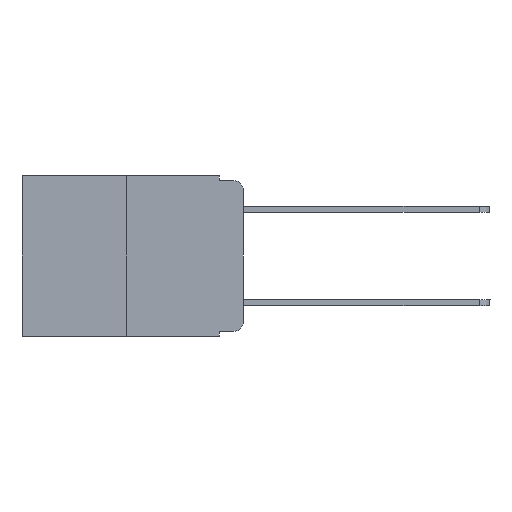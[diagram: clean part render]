
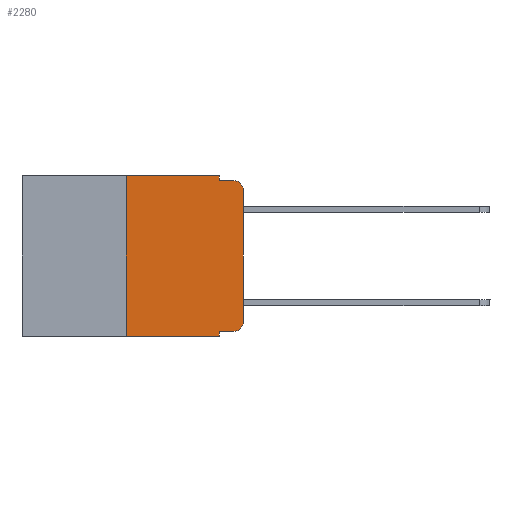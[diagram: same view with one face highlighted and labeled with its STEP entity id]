
A CAD part, left-side view. The second image highlights one B-rep face of the part: STEP entity #2280.
In plain terms, the highlighted planar face has unit normal (-1, 0, 0).
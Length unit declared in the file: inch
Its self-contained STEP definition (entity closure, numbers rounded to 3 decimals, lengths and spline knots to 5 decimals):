
#15 = EDGE_CURVE ( 'NONE', #4751, #10582, #4723, .T. ) ;
#370 = LINE ( 'NONE', #9963, #2292 ) ;
#417 = EDGE_CURVE ( 'NONE', #1148, #1165, #2126, .T. ) ;
#656 = VERTEX_POINT ( 'NONE', #6965 ) ;
#670 = VERTEX_POINT ( 'NONE', #3494 ) ;
#1148 = VERTEX_POINT ( 'NONE', #7908 ) ;
#1165 = VERTEX_POINT ( 'NONE', #2461 ) ;
#1359 = VERTEX_POINT ( 'NONE', #5410 ) ;
#1453 = CARTESIAN_POINT ( 'NONE',  ( 0., 0.051, 0. ) ) ;
#1536 = DIRECTION ( 'NONE',  ( 0., 0., 1. ) ) ;
#1702 = ORIENTED_EDGE ( 'NONE', *, *, #417, .T. ) ;
#1789 = LINE ( 'NONE', #3568, #10599 ) ;
#1970 = ORIENTED_EDGE ( 'NONE', *, *, #7119, .F. ) ;
#2126 = LINE ( 'NONE', #9037, #8929 ) ;
#2199 = CARTESIAN_POINT ( 'NONE',  ( 0., 0.051, 0. ) ) ;
#2249 = EDGE_CURVE ( 'NONE', #10858, #10582, #7584, .T. ) ;
#2280 = ADVANCED_FACE ( 'NONE', ( #8511 ), #11129, .F. ) ;
#2292 = VECTOR ( 'NONE', #4850, 39.37008 ) ;
#2437 = DIRECTION ( 'NONE',  ( 0., -1., 0. ) ) ;
#2461 = CARTESIAN_POINT ( 'NONE',  ( 0., 0., -0.03 ) ) ;
#2756 = CARTESIAN_POINT ( 'NONE',  ( 0., 0.25, -0.343 ) ) ;
#2882 = EDGE_CURVE ( 'NONE', #4751, #670, #370, .T. ) ;
#2899 = CARTESIAN_POINT ( 'NONE',  ( 0., 0.051, -0.343 ) ) ;
#2914 = ORIENTED_EDGE ( 'NONE', *, *, #4844, .F. ) ;
#2940 = CIRCLE ( 'NONE', #5142, 0.02 ) ;
#3040 = DIRECTION ( 'NONE',  ( 0., 0., 1. ) ) ;
#3182 = ORIENTED_EDGE ( 'NONE', *, *, #15, .F. ) ;
#3279 = LINE ( 'NONE', #1453, #10518 ) ;
#3309 = DIRECTION ( 'NONE',  ( 1., 0., 0. ) ) ;
#3342 = DIRECTION ( 'NONE',  ( -1., 0., 0. ) ) ;
#3441 = DIRECTION ( 'NONE',  ( 0., 0., -1. ) ) ;
#3494 = CARTESIAN_POINT ( 'NONE',  ( 0., 0.02, -0.333 ) ) ;
#3568 = CARTESIAN_POINT ( 'NONE',  ( 0., 0.473, 0. ) ) ;
#3980 = EDGE_CURVE ( 'NONE', #10858, #1359, #4341, .T. ) ;
#4074 = CARTESIAN_POINT ( 'NONE',  ( 0., 0.02, -0.01 ) ) ;
#4341 = LINE ( 'NONE', #6102, #10143 ) ;
#4723 = LINE ( 'NONE', #2199, #6898 ) ;
#4751 = VERTEX_POINT ( 'NONE', #7784 ) ;
#4844 = EDGE_CURVE ( 'NONE', #656, #5378, #3279, .T. ) ;
#4850 = DIRECTION ( 'NONE',  ( 0., -1., 0. ) ) ;
#5142 = AXIS2_PLACEMENT_3D ( 'NONE', #10334, #5268, #3441 ) ;
#5268 = DIRECTION ( 'NONE',  ( -1., 0., 0. ) ) ;
#5378 = VERTEX_POINT ( 'NONE', #8579 ) ;
#5410 = CARTESIAN_POINT ( 'NONE',  ( 0., 0.25, 0. ) ) ;
#5728 = LINE ( 'NONE', #5842, #6222 ) ;
#5733 = ORIENTED_EDGE ( 'NONE', *, *, #7172, .T. ) ;
#5842 = CARTESIAN_POINT ( 'NONE',  ( 0., 0.051, -0.01 ) ) ;
#5903 = ORIENTED_EDGE ( 'NONE', *, *, #6840, .F. ) ;
#5916 = VECTOR ( 'NONE', #8338, 39.37008 ) ;
#6078 = CARTESIAN_POINT ( 'NONE',  ( 0., 0.02, -0.313 ) ) ;
#6102 = CARTESIAN_POINT ( 'NONE',  ( 0., 0.25, 0. ) ) ;
#6161 = AXIS2_PLACEMENT_3D ( 'NONE', #6078, #3342, #10350 ) ;
#6167 = EDGE_CURVE ( 'NONE', #670, #1148, #8712, .T. ) ;
#6222 = VECTOR ( 'NONE', #9328, 39.37008 ) ;
#6570 = DIRECTION ( 'NONE',  ( 0., 0., -1. ) ) ;
#6708 = ORIENTED_EDGE ( 'NONE', *, *, #3980, .F. ) ;
#6740 = CARTESIAN_POINT ( 'NONE',  ( 0., 0.473, 0. ) ) ;
#6812 = AXIS2_PLACEMENT_3D ( 'NONE', #6740, #3309, #6570 ) ;
#6840 = EDGE_CURVE ( 'NONE', #1359, #656, #1789, .T. ) ;
#6898 = VECTOR ( 'NONE', #7263, 39.37008 ) ;
#6965 = CARTESIAN_POINT ( 'NONE',  ( 0., 0.051, 0. ) ) ;
#7083 = VERTEX_POINT ( 'NONE', #4074 ) ;
#7119 = EDGE_CURVE ( 'NONE', #5378, #7083, #5728, .T. ) ;
#7172 = EDGE_CURVE ( 'NONE', #1165, #7083, #2940, .T. ) ;
#7263 = DIRECTION ( 'NONE',  ( 0., 0., -1. ) ) ;
#7584 = LINE ( 'NONE', #11011, #5916 ) ;
#7784 = CARTESIAN_POINT ( 'NONE',  ( 0., 0.051, -0.333 ) ) ;
#7908 = CARTESIAN_POINT ( 'NONE',  ( 0., 0., -0.313 ) ) ;
#8338 = DIRECTION ( 'NONE',  ( 0., -1., 0. ) ) ;
#8511 = FACE_OUTER_BOUND ( 'NONE', #9511, .T. ) ;
#8579 = CARTESIAN_POINT ( 'NONE',  ( 0., 0.051, -0.01 ) ) ;
#8712 = CIRCLE ( 'NONE', #6161, 0.02 ) ;
#8929 = VECTOR ( 'NONE', #3040, 39.37008 ) ;
#9037 = CARTESIAN_POINT ( 'NONE',  ( 0., 0., 0. ) ) ;
#9138 = ORIENTED_EDGE ( 'NONE', *, *, #6167, .T. ) ;
#9328 = DIRECTION ( 'NONE',  ( 0., -1., 0. ) ) ;
#9511 = EDGE_LOOP ( 'NONE', ( #1702, #5733, #1970, #2914, #5903, #6708, #10752, #3182, #11235, #9138 ) ) ;
#9963 = CARTESIAN_POINT ( 'NONE',  ( 0., 0.051, -0.333 ) ) ;
#10143 = VECTOR ( 'NONE', #1536, 39.37008 ) ;
#10231 = DIRECTION ( 'NONE',  ( 0., 0., -1. ) ) ;
#10334 = CARTESIAN_POINT ( 'NONE',  ( 0., 0.02, -0.03 ) ) ;
#10350 = DIRECTION ( 'NONE',  ( 0., 0., -1. ) ) ;
#10518 = VECTOR ( 'NONE', #10231, 39.37008 ) ;
#10582 = VERTEX_POINT ( 'NONE', #2899 ) ;
#10599 = VECTOR ( 'NONE', #2437, 39.37008 ) ;
#10752 = ORIENTED_EDGE ( 'NONE', *, *, #2249, .T. ) ;
#10858 = VERTEX_POINT ( 'NONE', #2756 ) ;
#11011 = CARTESIAN_POINT ( 'NONE',  ( 0., 0.473, -0.343 ) ) ;
#11129 = PLANE ( 'NONE',  #6812 ) ;
#11235 = ORIENTED_EDGE ( 'NONE', *, *, #2882, .T. ) ;
